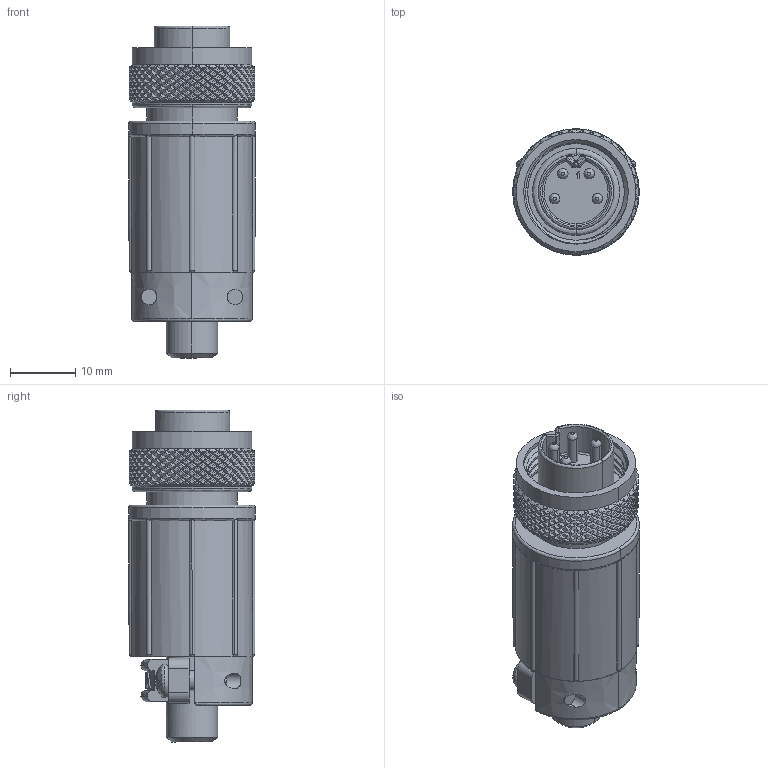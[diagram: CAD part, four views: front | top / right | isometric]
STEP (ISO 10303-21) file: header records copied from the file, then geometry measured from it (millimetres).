
FILE_DESCRIPTION (( 'STEP AP203' ), '1' );
FILE_NAME ('SF6382-4PG-520.STEP', '2015-11-05T19:56:02', ( '' ), ( '' ), 'SwSTEP 2.0', 'SolidWorks 2014', '' );
FILE_SCHEMA (( 'CONFIG_CONTROL_DESIGN' ));
Products named in the file (2): SF6382-4PG-520
Bounding box: 19.38 x 19.38 x 50.8 mm (x, y, z)
Volume: 10180.7 mm3; surface area: 5427.2 mm2
Topology: 1 solids, 1 shells, 2250 faces, 4812 edges, 2577 vertices
Faces by surface type: bspline 1658, cylinder 458, plane 121, cone 13
Entity records: 113231 total; most frequent: CARTESIAN_POINT 81351, ORIENTED_EDGE 9594, EDGE_CURVE 4797, DIRECTION 2784, VERTEX_POINT 2577, EDGE_LOOP 2282, FACE_OUTER_BOUND 2250, ADVANCED_FACE 2250
